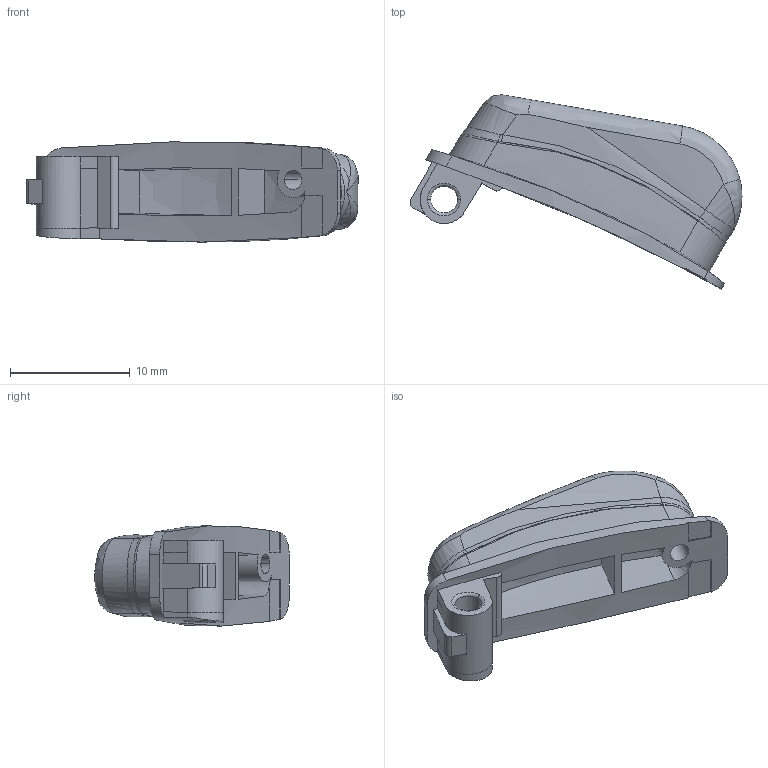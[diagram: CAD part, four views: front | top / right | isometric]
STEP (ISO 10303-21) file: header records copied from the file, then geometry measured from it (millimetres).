
FILE_DESCRIPTION (( 'STEP AP214' ), '1' );
FILE_NAME ('tall-Z.STEP', '2023-06-19T22:32:37', ( '' ), ( '' ), 'SwSTEP 2.0', 'SolidWorks 2021', '' );
FILE_SCHEMA (( 'AUTOMOTIVE_DESIGN' ));
Length unit declared in the file: millimetre
Products named in the file (1): tall-Z
Bounding box: 27.78 x 16.26 x 8.38 mm (x, y, z)
Volume: 1266 mm3; surface area: 1227.9 mm2
Topology: 1 solids, 1 shells, 93 faces, 262 edges, 172 vertices
Faces by surface type: bspline 44, plane 26, cylinder 21, torus 2
Entity records: 7533 total; most frequent: CARTESIAN_POINT 5554, ORIENTED_EDGE 524, EDGE_CURVE 262, DIRECTION 224, VERTEX_POINT 172, B_SPLINE_CURVE_WITH_KNOTS 155, EDGE_LOOP 96, FACE_OUTER_BOUND 93
